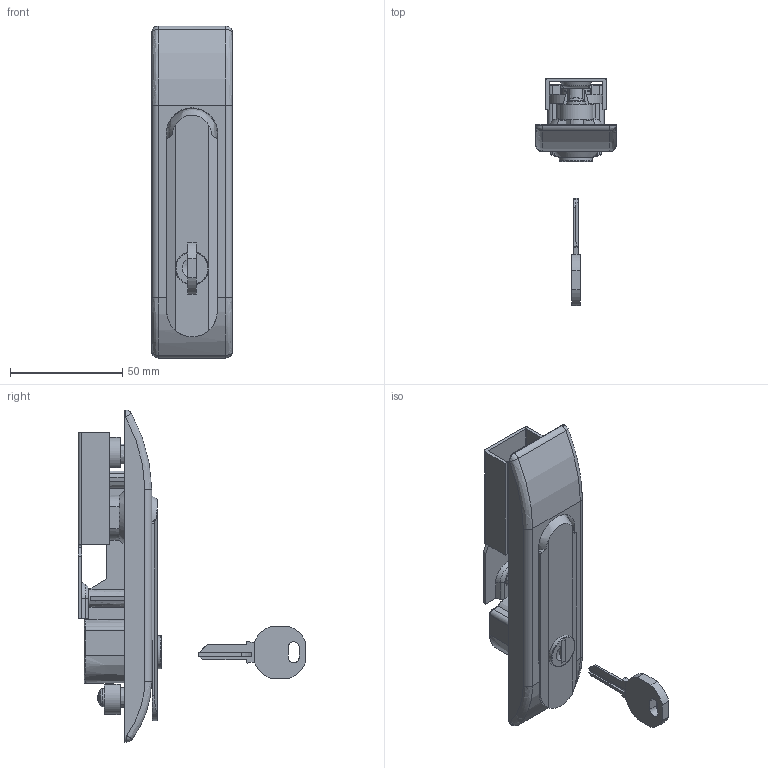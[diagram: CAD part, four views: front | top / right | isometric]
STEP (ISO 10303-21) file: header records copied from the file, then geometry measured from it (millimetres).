
FILE_DESCRIPTION((''),'2;1');
FILE_NAME('','2005-07-15T09:51:30',(''),(''),'','CADfix','');
FILE_SCHEMA(('AUTOMOTIVE_DESIGN'));
Length unit declared in the file: millimetre
Products named in the file (7): screw; spacer; key; cover; housing; handle; TEA_1160_U101_28466_36
Assembly tree (8 placements, depth 2):
  TEA_1160_U101_28466_36
    screw  x2
    spacer  x2
    key
    cover
    housing
    handle
Bounding box: 36 x 101.46 x 148 mm (x, y, z)
Volume: 69385.3 mm3; surface area: 45497.5 mm2
Topology: 8 solids, 8 shells, 479 faces, 1345 edges, 900 vertices
Faces by surface type: bspline 479
Entity records: 15709 total; most frequent: CARTESIAN_POINT 8559, ORIENTED_EDGE 2478, EDGE_CURVE 1239, VERTEX_POINT 826, QUASI_UNIFORM_CURVE 679, EDGE_LOOP 467, FACE_OUTER_BOUND 443, ADVANCED_FACE 443
